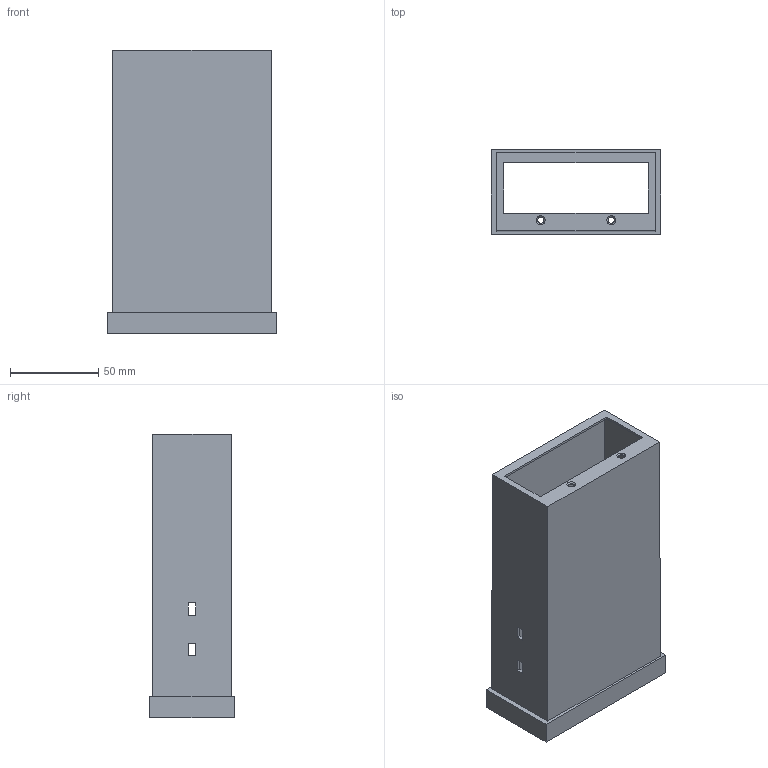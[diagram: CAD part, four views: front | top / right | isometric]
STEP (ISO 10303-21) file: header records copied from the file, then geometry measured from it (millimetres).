
FILE_DESCRIPTION (( 'STEP AP214' ), '1' );
FILE_NAME ('IC-048-01.STEP', '2022-01-24T10:06:06', ( '' ), ( '' ), 'SwSTEP 2.0', 'SolidWorks 2017', '' );
FILE_SCHEMA (( 'AUTOMOTIVE_DESIGN' ));
Length unit declared in the file: millimetre
Products named in the file (3): Case IC-048; IC-048-01
Assembly tree (1 placements, depth 2):
  Case IC-048
  IC-048-01
    Case IC-048
Bounding box: 96 x 48 x 160.75 mm (x, y, z)
Volume: 83499.1 mm3; surface area: 88775 mm2
Topology: 1 solids, 1 shells, 49 faces, 128 edges, 84 vertices
Faces by surface type: plane 41, cone 4, cylinder 4
Entity records: 1591 total; most frequent: CARTESIAN_POINT 266, ORIENTED_EDGE 256, DIRECTION 248, EDGE_CURVE 128, LINE 116, VECTOR 116, VERTEX_POINT 84, EDGE_LOOP 66
